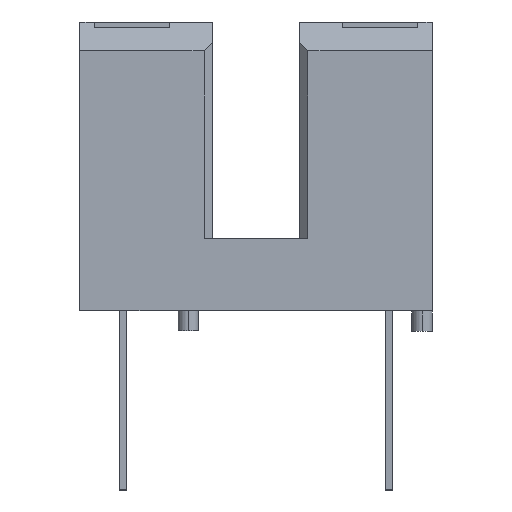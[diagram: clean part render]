
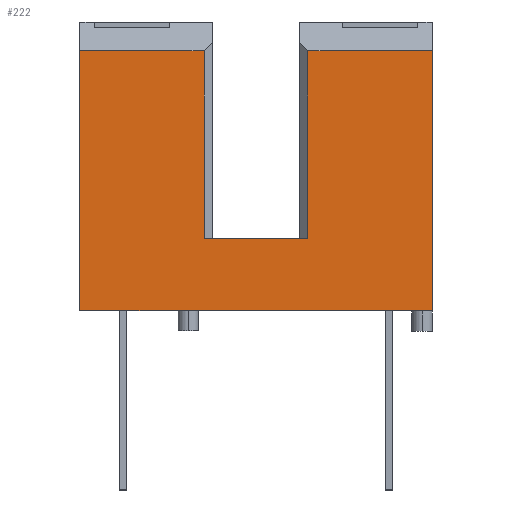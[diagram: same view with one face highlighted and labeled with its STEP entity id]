
A CAD part, top view. The second image highlights one B-rep face of the part: STEP entity #222.
In plain terms, the highlighted planar face has unit normal (0, 0, 1).
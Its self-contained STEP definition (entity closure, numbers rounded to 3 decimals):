
#4 = VERTEX_POINT ( 'NONE', #309 ) ;
#17 = EDGE_CURVE ( 'NONE', #1930, #4, #345, .T. ) ;
#19 = EDGE_CURVE ( 'NONE', #1911, #1738, #353, .T. ) ;
#25 = ORIENTED_EDGE ( 'NONE', *, *, #19, .T. ) ;
#32 = ORIENTED_EDGE ( 'NONE', *, *, #1841, .T. ) ;
#92 = ORIENTED_EDGE ( 'NONE', *, *, #1870, .F. ) ;
#103 = ORIENTED_EDGE ( 'NONE', *, *, #962, .T. ) ;
#118 = ORIENTED_EDGE ( 'NONE', *, *, #17, .T. ) ;
#122 = EDGE_CURVE ( 'NONE', #1898, #1738, #745, .T. ) ;
#131 = VERTEX_POINT ( 'NONE', #790 ) ;
#222 = ADVANCED_FACE ( 'NONE', ( #1298 ), #1299, .F. ) ;
#244 = VERTEX_POINT ( 'NONE', #1497 ) ;
#309 = CARTESIAN_POINT ( 'NONE',  ( -1.5, 9., 1.25 ) ) ;
#314 = LINE ( 'NONE', #315, #316 ) ;
#315 = CARTESIAN_POINT ( 'NONE',  ( -1.5, 9., 1.25 ) ) ;
#316 = VECTOR ( 'NONE', #317, 1000. ) ;
#317 = DIRECTION ( 'NONE',  ( -1., 0., 0. ) ) ;
#345 = LINE ( 'NONE', #346, #347 ) ;
#346 = CARTESIAN_POINT ( 'NONE',  ( -1.5, 9., 1.25 ) ) ;
#347 = VECTOR ( 'NONE', #348, 1000. ) ;
#348 = DIRECTION ( 'NONE',  ( -1., 0., 0. ) ) ;
#353 = LINE ( 'NONE', #354, #355 ) ;
#354 = CARTESIAN_POINT ( 'NONE',  ( 6.4, 10., 1.25 ) ) ;
#355 = VECTOR ( 'NONE', #356, 1000. ) ;
#356 = DIRECTION ( 'NONE',  ( 0., -1., 0. ) ) ;
#435 = LINE ( 'NONE', #436, #437 ) ;
#436 = CARTESIAN_POINT ( 'NONE',  ( -1.5, 0., 1.25 ) ) ;
#437 = VECTOR ( 'NONE', #438, 1000. ) ;
#438 = DIRECTION ( 'NONE',  ( 1., 0., 0. ) ) ;
#606 = ORIENTED_EDGE ( 'NONE', *, *, #1809, .T. ) ;
#608 = ORIENTED_EDGE ( 'NONE', *, *, #122, .F. ) ;
#630 = LINE ( 'NONE', #631, #632 ) ;
#631 = CARTESIAN_POINT ( 'NONE',  ( 10.7, 10., 1.25 ) ) ;
#632 = VECTOR ( 'NONE', #633, 1000. ) ;
#633 = DIRECTION ( 'NONE',  ( 0., -1., 0. ) ) ;
#745 = LINE ( 'NONE', #749, #750 ) ;
#749 = CARTESIAN_POINT ( 'NONE',  ( 3.1, 2.5, 1.25 ) ) ;
#750 = VECTOR ( 'NONE', #751, 1000. ) ;
#751 = DIRECTION ( 'NONE',  ( 1., 0., 0. ) ) ;
#790 = CARTESIAN_POINT ( 'NONE',  ( 2.25, 0., 1.25 ) ) ;
#851 = CARTESIAN_POINT ( 'NONE',  ( 2.8, 2.5, 1.25 ) ) ;
#901 = LINE ( 'NONE', #906, #907 ) ;
#906 = CARTESIAN_POINT ( 'NONE',  ( -1.5, 0., 1.25 ) ) ;
#907 = VECTOR ( 'NONE', #908, 1000. ) ;
#908 = DIRECTION ( 'NONE',  ( 1., 0., 0. ) ) ;
#959 = CARTESIAN_POINT ( 'NONE',  ( 6.4, 9., 1.25 ) ) ;
#962 = EDGE_CURVE ( 'NONE', #131, #244, #901, .T. ) ;
#1154 = CARTESIAN_POINT ( 'NONE',  ( 10.7, 9., 1.25 ) ) ;
#1172 = CARTESIAN_POINT ( 'NONE',  ( 2.8, 9., 1.25 ) ) ;
#1206 = LINE ( 'NONE', #1207, #1208 ) ;
#1207 = CARTESIAN_POINT ( 'NONE',  ( 2.8, 10., 1.25 ) ) ;
#1208 = VECTOR ( 'NONE', #1209, 1000. ) ;
#1209 = DIRECTION ( 'NONE',  ( 0., 1., 0. ) ) ;
#1231 = LINE ( 'NONE', #1232, #1233 ) ;
#1232 = CARTESIAN_POINT ( 'NONE',  ( -1.5, 10., 1.25 ) ) ;
#1233 = VECTOR ( 'NONE', #1234, 1000. ) ;
#1234 = DIRECTION ( 'NONE',  ( 0., -1., 0. ) ) ;
#1298 = FACE_OUTER_BOUND ( 'NONE', #1958, .T. ) ;
#1299 = PLANE ( 'NONE',  #1300 ) ;
#1300 = AXIS2_PLACEMENT_3D ( 'NONE', #1301, #1302, #1303 ) ;
#1301 = CARTESIAN_POINT ( 'NONE',  ( -1.5, 10., 1.25 ) ) ;
#1302 = DIRECTION ( 'NONE',  ( 0., 0., -1. ) ) ;
#1303 = DIRECTION ( 'NONE',  ( -1., 0., 0. ) ) ;
#1363 = CARTESIAN_POINT ( 'NONE',  ( 6.4, 2.5, 1.25 ) ) ;
#1448 = CARTESIAN_POINT ( 'NONE',  ( -1.5, 0., 1.25 ) ) ;
#1457 = VERTEX_POINT ( 'NONE', #1154 ) ;
#1497 = CARTESIAN_POINT ( 'NONE',  ( 10.7, 0., 1.25 ) ) ;
#1585 = EDGE_CURVE ( 'NONE', #1898, #1930, #1206, .T. ) ;
#1738 = VERTEX_POINT ( 'NONE', #1363 ) ;
#1744 = ORIENTED_EDGE ( 'NONE', *, *, #1938, .T. ) ;
#1775 = VERTEX_POINT ( 'NONE', #1448 ) ;
#1809 = EDGE_CURVE ( 'NONE', #1457, #1911, #314, .T. ) ;
#1816 = ORIENTED_EDGE ( 'NONE', *, *, #1585, .T. ) ;
#1841 = EDGE_CURVE ( 'NONE', #1775, #131, #435, .T. ) ;
#1870 = EDGE_CURVE ( 'NONE', #1457, #244, #630, .T. ) ;
#1898 = VERTEX_POINT ( 'NONE', #851 ) ;
#1911 = VERTEX_POINT ( 'NONE', #959 ) ;
#1930 = VERTEX_POINT ( 'NONE', #1172 ) ;
#1938 = EDGE_CURVE ( 'NONE', #4, #1775, #1231, .T. ) ;
#1958 = EDGE_LOOP ( 'NONE', ( #608, #1816, #118, #1744, #32, #103, #92, #606, #25 ) ) ;
